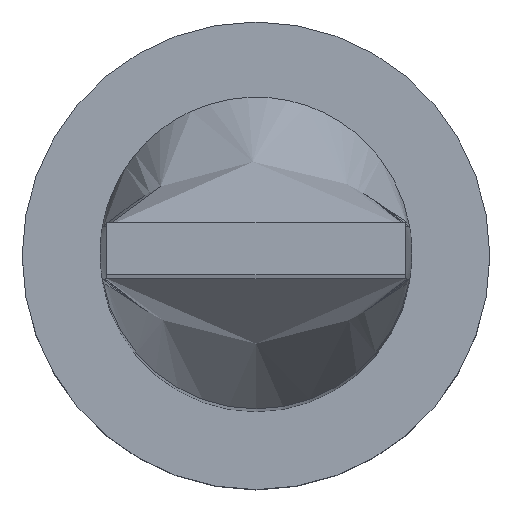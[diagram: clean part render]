
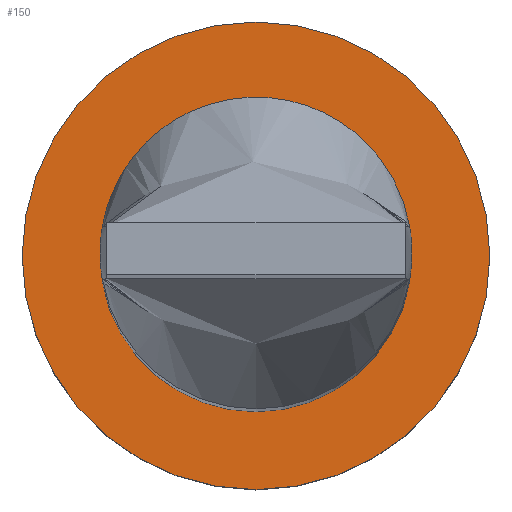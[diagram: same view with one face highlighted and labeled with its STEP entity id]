
A CAD part, top view. The second image highlights one B-rep face of the part: STEP entity #150.
In plain terms, the highlighted planar face has unit normal (0, 0, 1).
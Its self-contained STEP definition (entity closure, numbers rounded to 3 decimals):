
#14 = CARTESIAN_POINT ( 'NONE',  ( 0., 0., 7. ) ) ;
#15 = CIRCLE ( 'NONE', #161, 6. ) ;
#22 = DIRECTION ( 'NONE',  ( 0., 0., 1. ) ) ;
#46 = EDGE_CURVE ( 'NONE', #261, #253, #15, .T. ) ;
#55 = EDGE_CURVE ( 'NONE', #253, #261, #134, .T. ) ;
#62 = EDGE_LOOP ( 'NONE', ( #411, #560 ) ) ;
#65 = FACE_BOUND ( 'NONE', #62, .T. ) ;
#74 = VERTEX_POINT ( 'NONE', #349 ) ;
#76 = CARTESIAN_POINT ( 'NONE',  ( 0., 0., 7. ) ) ;
#85 = EDGE_CURVE ( 'NONE', #74, #303, #264, .T. ) ;
#108 = DIRECTION ( 'NONE',  ( 1., 0., 0. ) ) ;
#113 = DIRECTION ( 'NONE',  ( 0., 0., 1. ) ) ;
#128 = EDGE_CURVE ( 'NONE', #303, #74, #235, .T. ) ;
#134 = CIRCLE ( 'NONE', #487, 6. ) ;
#137 = CARTESIAN_POINT ( 'NONE',  ( -6., 0., 7. ) ) ;
#150 = ADVANCED_FACE ( 'NONE', ( #65, #414 ), #302, .T. ) ;
#153 = CARTESIAN_POINT ( 'NONE',  ( 6., 0., 7. ) ) ;
#161 = AXIS2_PLACEMENT_3D ( 'NONE', #14, #22, #547 ) ;
#167 = DIRECTION ( 'NONE',  ( 0., 0., 1. ) ) ;
#200 = ORIENTED_EDGE ( 'NONE', *, *, #128, .T. ) ;
#201 = DIRECTION ( 'NONE',  ( 1., 0., 0. ) ) ;
#205 = DIRECTION ( 'NONE',  ( 1., 0., 0. ) ) ;
#216 = CARTESIAN_POINT ( 'NONE',  ( 0., 0., 7. ) ) ;
#235 = CIRCLE ( 'NONE', #375, 9. ) ;
#253 = VERTEX_POINT ( 'NONE', #137 ) ;
#256 = DIRECTION ( 'NONE',  ( 0., 0., 1. ) ) ;
#261 = VERTEX_POINT ( 'NONE', #153 ) ;
#264 = CIRCLE ( 'NONE', #537, 9. ) ;
#296 = CARTESIAN_POINT ( 'NONE',  ( 0., 0., 7. ) ) ;
#302 = PLANE ( 'NONE',  #499 ) ;
#303 = VERTEX_POINT ( 'NONE', #402 ) ;
#349 = CARTESIAN_POINT ( 'NONE',  ( -9., 0., 7. ) ) ;
#375 = AXIS2_PLACEMENT_3D ( 'NONE', #296, #256, #452 ) ;
#402 = CARTESIAN_POINT ( 'NONE',  ( 9., 0., 7. ) ) ;
#411 = ORIENTED_EDGE ( 'NONE', *, *, #55, .F. ) ;
#414 = FACE_OUTER_BOUND ( 'NONE', #450, .T. ) ;
#450 = EDGE_LOOP ( 'NONE', ( #610, #200 ) ) ;
#452 = DIRECTION ( 'NONE',  ( 1., 0., 0. ) ) ;
#487 = AXIS2_PLACEMENT_3D ( 'NONE', #76, #542, #201 ) ;
#499 = AXIS2_PLACEMENT_3D ( 'NONE', #551, #167, #205 ) ;
#537 = AXIS2_PLACEMENT_3D ( 'NONE', #216, #113, #108 ) ;
#542 = DIRECTION ( 'NONE',  ( 0., 0., 1. ) ) ;
#547 = DIRECTION ( 'NONE',  ( 1., 0., 0. ) ) ;
#551 = CARTESIAN_POINT ( 'NONE',  ( 0., 0., 7. ) ) ;
#560 = ORIENTED_EDGE ( 'NONE', *, *, #46, .F. ) ;
#610 = ORIENTED_EDGE ( 'NONE', *, *, #85, .T. ) ;
